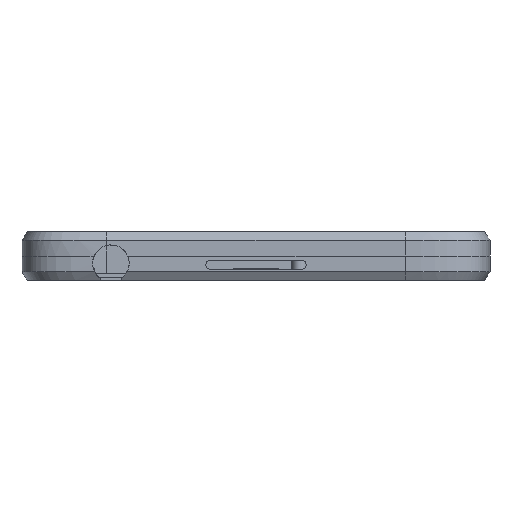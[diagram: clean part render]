
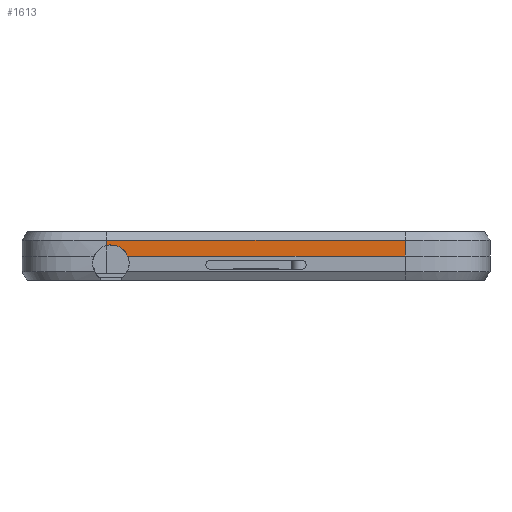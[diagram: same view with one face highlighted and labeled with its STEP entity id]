
A CAD part, front view. The second image highlights one B-rep face of the part: STEP entity #1613.
In plain terms, the highlighted planar face has unit normal (0, -1, 0).
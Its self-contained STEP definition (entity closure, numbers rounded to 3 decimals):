
#107 = DIRECTION ( 'NONE',  ( 0., 0., 1. ) ) ;
#202 = VERTEX_POINT ( 'NONE', #3294 ) ;
#401 = DIRECTION ( 'NONE',  ( 0., -1., 0. ) ) ;
#433 = PLANE ( 'NONE',  #1086 ) ;
#537 = LINE ( 'NONE', #2099, #7435 ) ;
#1086 = AXIS2_PLACEMENT_3D ( 'NONE', #10003, #3701, #6116 ) ;
#1467 = CARTESIAN_POINT ( 'NONE',  ( 22., -69., 0. ) ) ;
#1545 = CARTESIAN_POINT ( 'NONE',  ( 22., -69., 0. ) ) ;
#1613 = ADVANCED_FACE ( 'NONE', ( #8567 ), #433, .T. ) ;
#1758 = CARTESIAN_POINT ( 'NONE',  ( 22., -69., 2.3 ) ) ;
#1791 = EDGE_CURVE ( 'NONE', #8790, #7766, #537, .T. ) ;
#2099 = CARTESIAN_POINT ( 'NONE',  ( 22., -69., 2.3 ) ) ;
#2276 = DIRECTION ( 'NONE',  ( -1., 0., 0. ) ) ;
#2448 = CARTESIAN_POINT ( 'NONE',  ( -22., -69., 1.562 ) ) ;
#2617 = AXIS2_PLACEMENT_3D ( 'NONE', #8969, #401, #6663 ) ;
#2738 = EDGE_CURVE ( 'NONE', #6306, #7766, #5728, .T. ) ;
#2772 = VECTOR ( 'NONE', #7356, 1000. ) ;
#3144 = EDGE_CURVE ( 'NONE', #202, #6306, #9287, .T. ) ;
#3169 = CARTESIAN_POINT ( 'NONE',  ( -22., -69., 0. ) ) ;
#3294 = CARTESIAN_POINT ( 'NONE',  ( -18.921, -69., 0. ) ) ;
#3533 = VERTEX_POINT ( 'NONE', #3706 ) ;
#3701 = DIRECTION ( 'NONE',  ( 0., -1., 0. ) ) ;
#3706 = CARTESIAN_POINT ( 'NONE',  ( 22., -69., 0. ) ) ;
#3976 = VECTOR ( 'NONE', #2276, 1000. ) ;
#4496 = DIRECTION ( 'NONE',  ( -1., 0., 0. ) ) ;
#5322 = EDGE_CURVE ( 'NONE', #3533, #8790, #5630, .T. ) ;
#5505 = LINE ( 'NONE', #1545, #3976 ) ;
#5630 = LINE ( 'NONE', #1467, #6500 ) ;
#5728 = LINE ( 'NONE', #3169, #2772 ) ;
#5876 = CARTESIAN_POINT ( 'NONE',  ( -22., -69., 2.3 ) ) ;
#6116 = DIRECTION ( 'NONE',  ( 0., 0., -1. ) ) ;
#6306 = VERTEX_POINT ( 'NONE', #2448 ) ;
#6500 = VECTOR ( 'NONE', #107, 1000. ) ;
#6663 = DIRECTION ( 'NONE',  ( 0., 0., -1. ) ) ;
#6764 = ORIENTED_EDGE ( 'NONE', *, *, #3144, .F. ) ;
#6776 = ORIENTED_EDGE ( 'NONE', *, *, #9355, .F. ) ;
#7356 = DIRECTION ( 'NONE',  ( 0., 0., 1. ) ) ;
#7435 = VECTOR ( 'NONE', #4496, 1000. ) ;
#7766 = VERTEX_POINT ( 'NONE', #5876 ) ;
#8201 = EDGE_LOOP ( 'NONE', ( #6764, #6776, #8713, #9193, #10271 ) ) ;
#8567 = FACE_OUTER_BOUND ( 'NONE', #8201, .T. ) ;
#8713 = ORIENTED_EDGE ( 'NONE', *, *, #5322, .T. ) ;
#8790 = VERTEX_POINT ( 'NONE', #1758 ) ;
#8969 = CARTESIAN_POINT ( 'NONE',  ( -21.4, -69., -1.07 ) ) ;
#9193 = ORIENTED_EDGE ( 'NONE', *, *, #1791, .T. ) ;
#9287 = CIRCLE ( 'NONE', #2617, 2.7 ) ;
#9355 = EDGE_CURVE ( 'NONE', #3533, #202, #5505, .T. ) ;
#10003 = CARTESIAN_POINT ( 'NONE',  ( 22., -69., 0. ) ) ;
#10271 = ORIENTED_EDGE ( 'NONE', *, *, #2738, .F. ) ;
